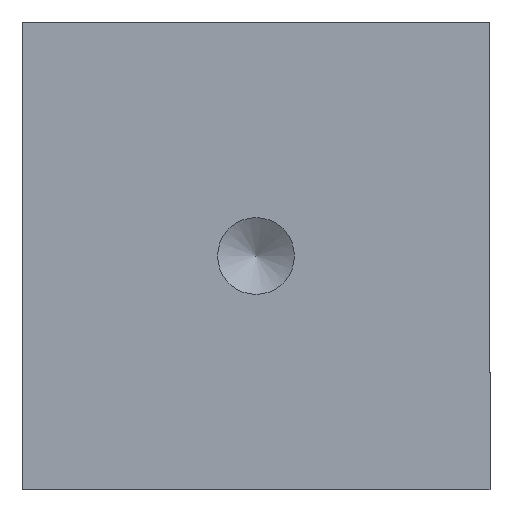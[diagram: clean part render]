
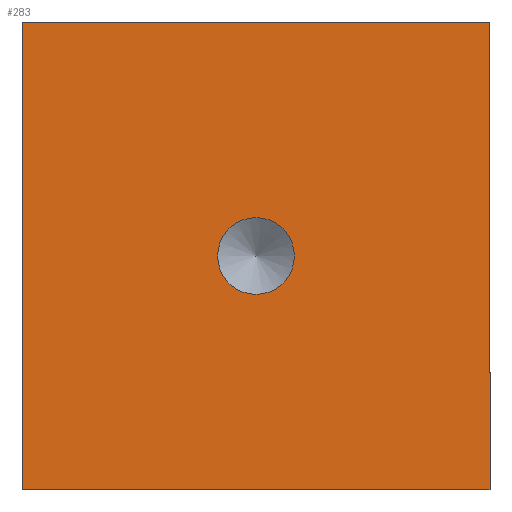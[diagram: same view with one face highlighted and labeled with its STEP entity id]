
A CAD part, front view. The second image highlights one B-rep face of the part: STEP entity #283.
In plain terms, the highlighted planar face has unit normal (0, -1, 0).
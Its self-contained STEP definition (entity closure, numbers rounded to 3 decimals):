
#90=CARTESIAN_POINT('',(2.458,-30.0,0.));
#91=VERTEX_POINT('',#90);
#92=CARTESIAN_POINT('',(0.,-30.0,0.));
#93=DIRECTION('',(0.0,1.0,0.0));
#94=DIRECTION('',(1.0,0.0,0.0));
#95=AXIS2_PLACEMENT_3D('',#92,#93,#94);
#96=CIRCLE('',#95,2.459);
#97=EDGE_CURVE('',#91,#91,#96,.T.);
#241=CARTESIAN_POINT('',(0.,-30.0,0.));
#242=DIRECTION('',(0.0,1.0,0.0));
#243=DIRECTION('',(0.0,0.0,1.0));
#244=AXIS2_PLACEMENT_3D('',#241,#242,#243);
#245=PLANE('',#244);
#246=CARTESIAN_POINT('',(15.,-30.0,15.));
#247=VERTEX_POINT('',#246);
#248=CARTESIAN_POINT('',(15.,-30.0,-15.));
#249=VERTEX_POINT('',#248);
#250=CARTESIAN_POINT('',(15.,-30.0,15.));
#251=DIRECTION('',(0.0,0.0,-1.0));
#252=VECTOR('',#251,30.0);
#253=LINE('',#250,#252);
#254=EDGE_CURVE('',#247,#249,#253,.T.);
#255=ORIENTED_EDGE('',*,*,#254,.F.);
#256=CARTESIAN_POINT('',(-15.,-30.0,15.0));
#257=VERTEX_POINT('',#256);
#258=CARTESIAN_POINT('',(-15.,-30.0,15.0));
#259=DIRECTION('',(1.0,0.0,0.0));
#260=VECTOR('',#259,30.0);
#261=LINE('',#258,#260);
#262=EDGE_CURVE('',#257,#247,#261,.T.);
#263=ORIENTED_EDGE('',*,*,#262,.F.);
#264=CARTESIAN_POINT('',(-15.,-30.0,-15.));
#265=VERTEX_POINT('',#264);
#266=CARTESIAN_POINT('',(-15.,-30.0,-15.));
#267=DIRECTION('',(0.0,0.0,1.0));
#268=VECTOR('',#267,30.0);
#269=LINE('',#266,#268);
#270=EDGE_CURVE('',#265,#257,#269,.T.);
#271=ORIENTED_EDGE('',*,*,#270,.F.);
#272=CARTESIAN_POINT('',(15.,-30.0,-15.));
#273=DIRECTION('',(-1.0,0.0,0.0));
#274=VECTOR('',#273,30.);
#275=LINE('',#272,#274);
#276=EDGE_CURVE('',#249,#265,#275,.T.);
#277=ORIENTED_EDGE('',*,*,#276,.F.);
#278=EDGE_LOOP('',(#255,#263,#271,#277));
#279=FACE_OUTER_BOUND('',#278,.T.);
#280=ORIENTED_EDGE('',*,*,#97,.T.);
#281=EDGE_LOOP('',(#280));
#282=FACE_BOUND('',#281,.T.);
#283=ADVANCED_FACE('',(#279,#282),#245,.F.);
